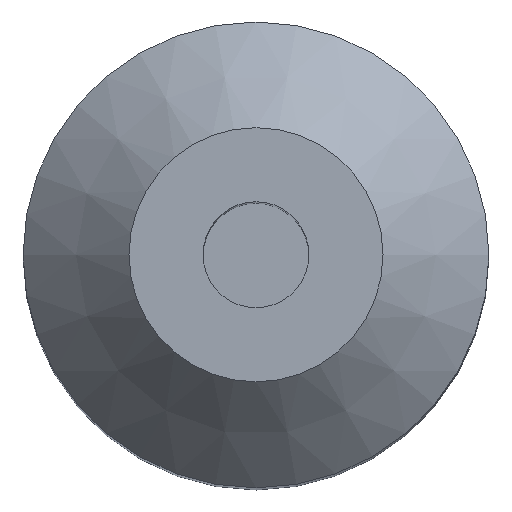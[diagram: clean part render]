
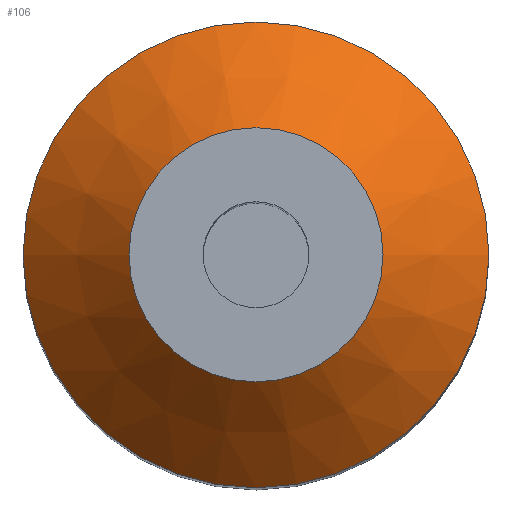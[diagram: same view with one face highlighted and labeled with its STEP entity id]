
A CAD part, top view. The second image highlights one B-rep face of the part: STEP entity #106.
In plain terms, the highlighted conical face has half-angle 45 degrees and reference radius 8.5 mm.
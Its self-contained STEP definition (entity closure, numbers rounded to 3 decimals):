
#42 = PLANE('',#43);
#43 = AXIS2_PLACEMENT_3D('',#44,#45,#46);
#44 = CARTESIAN_POINT('',(0.,0.,30.));
#45 = DIRECTION('',(0.,0.,1.));
#46 = DIRECTION('',(1.,0.,0.));
#106 = ADVANCED_FACE('',(#107),#120,.T.);
#107 = FACE_BOUND('',#108,.T.);
#108 = EDGE_LOOP('',(#109,#187,#209,#257));
#109 = ORIENTED_EDGE('',*,*,#110,.T.);
#110 = EDGE_CURVE('',#111,#111,#113,.T.);
#111 = VERTEX_POINT('',#112);
#112 = CARTESIAN_POINT('',(11.,0.,25.));
#113 = SURFACE_CURVE('',#114,(#119,#153),.PCURVE_S1.);
#114 = CIRCLE('',#115,11.);
#115 = AXIS2_PLACEMENT_3D('',#116,#117,#118);
#116 = CARTESIAN_POINT('',(0.,0.,25.));
#117 = DIRECTION('',(0.,0.,1.));
#118 = DIRECTION('',(-1.,0.,0.));
#119 = PCURVE('',#120,#125);
#120 = CONICAL_SURFACE('',#121,8.5,0.785);
#121 = AXIS2_PLACEMENT_3D('',#122,#123,#124);
#122 = CARTESIAN_POINT('',(0.,0.,27.5));
#123 = DIRECTION('',(0.,0.,-1.));
#124 = DIRECTION('',(-1.,0.,0.));
#125 = DEFINITIONAL_REPRESENTATION('',(#126),#152);
#126 = B_SPLINE_CURVE_WITH_KNOTS('',3,(#127,#128,#129,#130,#131,#132,
    #133,#134,#135,#136,#137,#138,#139,#140,#141,#142,#143,#144,#145,
    #146,#147,#148,#149,#150,#151),.UNSPECIFIED.,.F.,.F.,(4,1,1,1,1,1,1,
    1,1,1,1,1,1,1,1,1,1,1,1,1,1,1,4),(3.142,3.427,
    3.713,3.998,4.284,4.57,
    4.855,5.141,5.426,5.712,
    5.998,6.283,6.569,6.854,
    7.14,7.426,7.711,7.997,
    8.282,8.568,8.854,9.139,
    9.425),.QUASI_UNIFORM_KNOTS.);
#127 = CARTESIAN_POINT('',(-3.142,2.5));
#128 = CARTESIAN_POINT('',(-3.237,2.5));
#129 = CARTESIAN_POINT('',(-3.427,2.5));
#130 = CARTESIAN_POINT('',(-3.713,2.5));
#131 = CARTESIAN_POINT('',(-3.998,2.5));
#132 = CARTESIAN_POINT('',(-4.284,2.5));
#133 = CARTESIAN_POINT('',(-4.57,2.5));
#134 = CARTESIAN_POINT('',(-4.855,2.5));
#135 = CARTESIAN_POINT('',(-5.141,2.5));
#136 = CARTESIAN_POINT('',(-5.426,2.5));
#137 = CARTESIAN_POINT('',(-5.712,2.5));
#138 = CARTESIAN_POINT('',(-5.998,2.5));
#139 = CARTESIAN_POINT('',(-6.283,2.5));
#140 = CARTESIAN_POINT('',(-6.569,2.5));
#141 = CARTESIAN_POINT('',(-6.854,2.5));
#142 = CARTESIAN_POINT('',(-7.14,2.5));
#143 = CARTESIAN_POINT('',(-7.426,2.5));
#144 = CARTESIAN_POINT('',(-7.711,2.5));
#145 = CARTESIAN_POINT('',(-7.997,2.5));
#146 = CARTESIAN_POINT('',(-8.282,2.5));
#147 = CARTESIAN_POINT('',(-8.568,2.5));
#148 = CARTESIAN_POINT('',(-8.854,2.5));
#149 = CARTESIAN_POINT('',(-9.139,2.5));
#150 = CARTESIAN_POINT('',(-9.33,2.5));
#151 = CARTESIAN_POINT('',(-9.425,2.5));
#152 = ( GEOMETRIC_REPRESENTATION_CONTEXT(2) 
PARAMETRIC_REPRESENTATION_CONTEXT() REPRESENTATION_CONTEXT('2D SPACE',''
  ) );
#153 = PCURVE('',#154,#159);
#154 = CYLINDRICAL_SURFACE('',#155,11.);
#155 = AXIS2_PLACEMENT_3D('',#156,#157,#158);
#156 = CARTESIAN_POINT('',(0.,0.,-3.));
#157 = DIRECTION('',(0.,0.,-1.));
#158 = DIRECTION('',(1.,0.,0.));
#159 = DEFINITIONAL_REPRESENTATION('',(#160),#186);
#160 = B_SPLINE_CURVE_WITH_KNOTS('',3,(#161,#162,#163,#164,#165,#166,
    #167,#168,#169,#170,#171,#172,#173,#174,#175,#176,#177,#178,#179,
    #180,#181,#182,#183,#184,#185),.UNSPECIFIED.,.F.,.F.,(4,1,1,1,1,1,1,
    1,1,1,1,1,1,1,1,1,1,1,1,1,1,1,4),(3.142,3.427,
    3.713,3.998,4.284,4.57,
    4.855,5.141,5.426,5.712,
    5.998,6.283,6.569,6.854,
    7.14,7.426,7.711,7.997,
    8.282,8.568,8.854,9.139,
    9.425),.QUASI_UNIFORM_KNOTS.);
#161 = CARTESIAN_POINT('',(6.283,-28.));
#162 = CARTESIAN_POINT('',(6.188,-28.));
#163 = CARTESIAN_POINT('',(5.998,-28.));
#164 = CARTESIAN_POINT('',(5.712,-28.));
#165 = CARTESIAN_POINT('',(5.426,-28.));
#166 = CARTESIAN_POINT('',(5.141,-28.));
#167 = CARTESIAN_POINT('',(4.855,-28.));
#168 = CARTESIAN_POINT('',(4.57,-28.));
#169 = CARTESIAN_POINT('',(4.284,-28.));
#170 = CARTESIAN_POINT('',(3.998,-28.));
#171 = CARTESIAN_POINT('',(3.713,-28.));
#172 = CARTESIAN_POINT('',(3.427,-28.));
#173 = CARTESIAN_POINT('',(3.142,-28.));
#174 = CARTESIAN_POINT('',(2.856,-28.));
#175 = CARTESIAN_POINT('',(2.57,-28.));
#176 = CARTESIAN_POINT('',(2.285,-28.));
#177 = CARTESIAN_POINT('',(1.999,-28.));
#178 = CARTESIAN_POINT('',(1.714,-28.));
#179 = CARTESIAN_POINT('',(1.428,-28.));
#180 = CARTESIAN_POINT('',(1.142,-28.));
#181 = CARTESIAN_POINT('',(0.857,-28.));
#182 = CARTESIAN_POINT('',(0.571,-28.));
#183 = CARTESIAN_POINT('',(0.286,-28.));
#184 = CARTESIAN_POINT('',(0.095,-28.));
#185 = CARTESIAN_POINT('',(0.,-28.));
#186 = ( GEOMETRIC_REPRESENTATION_CONTEXT(2) 
PARAMETRIC_REPRESENTATION_CONTEXT() REPRESENTATION_CONTEXT('2D SPACE',''
  ) );
#187 = ORIENTED_EDGE('',*,*,#188,.T.);
#188 = EDGE_CURVE('',#111,#189,#191,.T.);
#189 = VERTEX_POINT('',#190);
#190 = CARTESIAN_POINT('',(6.,0.,30.));
#191 = SEAM_CURVE('',#192,(#195,#202),.PCURVE_S1.);
#192 = B_SPLINE_CURVE_WITH_KNOTS('',1,(#193,#194),.UNSPECIFIED.,.F.,.F.,
  (2,2),(-3.536,3.536),.PIECEWISE_BEZIER_KNOTS.);
#193 = CARTESIAN_POINT('',(11.,0.,25.));
#194 = CARTESIAN_POINT('',(6.,0.,30.));
#195 = PCURVE('',#120,#196);
#196 = DEFINITIONAL_REPRESENTATION('',(#197),#201);
#197 = LINE('',#198,#199);
#198 = CARTESIAN_POINT('',(-9.425,0.));
#199 = VECTOR('',#200,1.);
#200 = DIRECTION('',(0.,-1.));
#201 = ( GEOMETRIC_REPRESENTATION_CONTEXT(2) 
PARAMETRIC_REPRESENTATION_CONTEXT() REPRESENTATION_CONTEXT('2D SPACE',''
  ) );
#202 = PCURVE('',#120,#203);
#203 = DEFINITIONAL_REPRESENTATION('',(#204),#208);
#204 = LINE('',#205,#206);
#205 = CARTESIAN_POINT('',(-3.142,0.));
#206 = VECTOR('',#207,1.);
#207 = DIRECTION('',(0.,-1.));
#208 = ( GEOMETRIC_REPRESENTATION_CONTEXT(2) 
PARAMETRIC_REPRESENTATION_CONTEXT() REPRESENTATION_CONTEXT('2D SPACE',''
  ) );
#209 = ORIENTED_EDGE('',*,*,#210,.T.);
#210 = EDGE_CURVE('',#189,#189,#211,.T.);
#211 = SURFACE_CURVE('',#212,(#217,#246),.PCURVE_S1.);
#212 = CIRCLE('',#213,6.);
#213 = AXIS2_PLACEMENT_3D('',#214,#215,#216);
#214 = CARTESIAN_POINT('',(0.,0.,30.));
#215 = DIRECTION('',(0.,0.,-1.));
#216 = DIRECTION('',(-1.,0.,0.));
#217 = PCURVE('',#120,#218);
#218 = DEFINITIONAL_REPRESENTATION('',(#219),#245);
#219 = B_SPLINE_CURVE_WITH_KNOTS('',3,(#220,#221,#222,#223,#224,#225,
    #226,#227,#228,#229,#230,#231,#232,#233,#234,#235,#236,#237,#238,
    #239,#240,#241,#242,#243,#244),.UNSPECIFIED.,.F.,.F.,(4,1,1,1,1,1,1,
    1,1,1,1,1,1,1,1,1,1,1,1,1,1,1,4),(3.142,3.427,
    3.713,3.998,4.284,4.57,
    4.855,5.141,5.426,5.712,
    5.998,6.283,6.569,6.854,
    7.14,7.426,7.711,7.997,
    8.282,8.568,8.854,9.139,
    9.425),.QUASI_UNIFORM_KNOTS.);
#220 = CARTESIAN_POINT('',(-9.425,-2.5));
#221 = CARTESIAN_POINT('',(-9.33,-2.5));
#222 = CARTESIAN_POINT('',(-9.139,-2.5));
#223 = CARTESIAN_POINT('',(-8.854,-2.5));
#224 = CARTESIAN_POINT('',(-8.568,-2.5));
#225 = CARTESIAN_POINT('',(-8.282,-2.5));
#226 = CARTESIAN_POINT('',(-7.997,-2.5));
#227 = CARTESIAN_POINT('',(-7.711,-2.5));
#228 = CARTESIAN_POINT('',(-7.426,-2.5));
#229 = CARTESIAN_POINT('',(-7.14,-2.5));
#230 = CARTESIAN_POINT('',(-6.854,-2.5));
#231 = CARTESIAN_POINT('',(-6.569,-2.5));
#232 = CARTESIAN_POINT('',(-6.283,-2.5));
#233 = CARTESIAN_POINT('',(-5.998,-2.5));
#234 = CARTESIAN_POINT('',(-5.712,-2.5));
#235 = CARTESIAN_POINT('',(-5.426,-2.5));
#236 = CARTESIAN_POINT('',(-5.141,-2.5));
#237 = CARTESIAN_POINT('',(-4.855,-2.5));
#238 = CARTESIAN_POINT('',(-4.57,-2.5));
#239 = CARTESIAN_POINT('',(-4.284,-2.5));
#240 = CARTESIAN_POINT('',(-3.998,-2.5));
#241 = CARTESIAN_POINT('',(-3.713,-2.5));
#242 = CARTESIAN_POINT('',(-3.427,-2.5));
#243 = CARTESIAN_POINT('',(-3.237,-2.5));
#244 = CARTESIAN_POINT('',(-3.142,-2.5));
#245 = ( GEOMETRIC_REPRESENTATION_CONTEXT(2) 
PARAMETRIC_REPRESENTATION_CONTEXT() REPRESENTATION_CONTEXT('2D SPACE',''
  ) );
#246 = PCURVE('',#42,#247);
#247 = DEFINITIONAL_REPRESENTATION('',(#248),#256);
#248 = ( BOUNDED_CURVE() B_SPLINE_CURVE(2,(#249,#250,#251,#252,#253,#254
,#255),.UNSPECIFIED.,.T.,.F.) B_SPLINE_CURVE_WITH_KNOTS((1,2,2,2,2,1),(
    -2.094,0.,2.094,4.189,6.283,
8.378),.UNSPECIFIED.) CURVE() GEOMETRIC_REPRESENTATION_ITEM() 
RATIONAL_B_SPLINE_CURVE((1.,0.5,1.,0.5,1.,0.5,1.)) REPRESENTATION_ITEM(
  '') );
#249 = CARTESIAN_POINT('',(-6.,0.));
#250 = CARTESIAN_POINT('',(-6.,10.392));
#251 = CARTESIAN_POINT('',(3.,5.196));
#252 = CARTESIAN_POINT('',(12.,0.));
#253 = CARTESIAN_POINT('',(3.,-5.196));
#254 = CARTESIAN_POINT('',(-6.,-10.392));
#255 = CARTESIAN_POINT('',(-6.,0.));
#256 = ( GEOMETRIC_REPRESENTATION_CONTEXT(2) 
PARAMETRIC_REPRESENTATION_CONTEXT() REPRESENTATION_CONTEXT('2D SPACE',''
  ) );
#257 = ORIENTED_EDGE('',*,*,#188,.F.);
